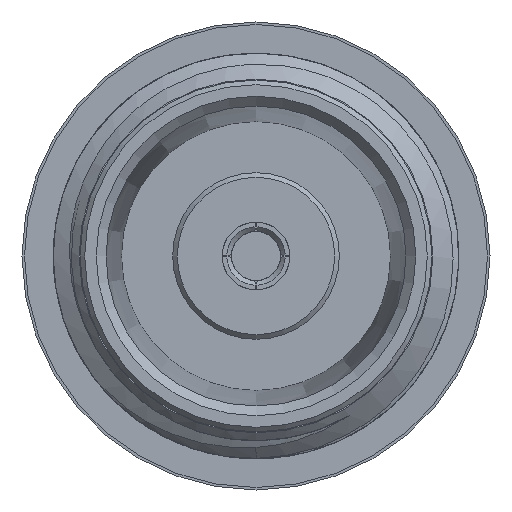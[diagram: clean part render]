
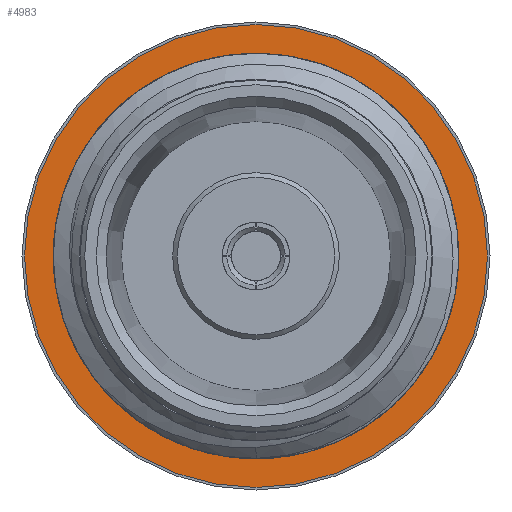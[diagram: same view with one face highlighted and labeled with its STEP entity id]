
A CAD part, left-side view. The second image highlights one B-rep face of the part: STEP entity #4983.
In plain terms, the highlighted planar face has unit normal (-1, 0, 0).
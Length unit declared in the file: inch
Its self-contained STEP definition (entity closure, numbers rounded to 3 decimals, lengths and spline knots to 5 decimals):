
#712 = FACE_OUTER_BOUND ( 'NONE', #16730, .T. ) ;
#2317 = CARTESIAN_POINT ( 'NONE',  ( 0.43, 0., 0. ) ) ;
#2400 = EDGE_LOOP ( 'NONE', ( #6726 ) ) ;
#2420 = CARTESIAN_POINT ( 'NONE',  ( 0.43, 0., 0.19 ) ) ;
#4271 = DIRECTION ( 'NONE',  ( -1., 0., 0. ) ) ;
#4983 = ADVANCED_FACE ( 'NONE', ( #19764, #712 ), #5613, .T. ) ;
#5021 = CARTESIAN_POINT ( 'NONE',  ( 0.43, 0., 0. ) ) ;
#5613 = PLANE ( 'NONE',  #15069 ) ;
#6726 = ORIENTED_EDGE ( 'NONE', *, *, #18690, .F. ) ;
#8574 = DIRECTION ( 'NONE',  ( -1., 0., 0. ) ) ;
#8697 = AXIS2_PLACEMENT_3D ( 'NONE', #5021, #8574, #15896 ) ;
#9176 = DIRECTION ( 'NONE',  ( 0., 0., 1. ) ) ;
#10459 = ORIENTED_EDGE ( 'NONE', *, *, #14246, .T. ) ;
#11100 = VERTEX_POINT ( 'NONE', #2420 ) ;
#11261 = DIRECTION ( 'NONE',  ( 0., 0., 1. ) ) ;
#12599 = DIRECTION ( 'NONE',  ( -1., 0., 0. ) ) ;
#12717 = CIRCLE ( 'NONE', #8697, 0.19 ) ;
#14246 = EDGE_CURVE ( 'NONE', #18164, #18164, #16311, .T. ) ;
#15069 = AXIS2_PLACEMENT_3D ( 'NONE', #2317, #12599, #9176 ) ;
#15896 = DIRECTION ( 'NONE',  ( 0., 0., 1. ) ) ;
#16234 = CARTESIAN_POINT ( 'NONE',  ( 0.43, 0., 0.25 ) ) ;
#16311 = CIRCLE ( 'NONE', #17041, 0.25 ) ;
#16730 = EDGE_LOOP ( 'NONE', ( #10459 ) ) ;
#17041 = AXIS2_PLACEMENT_3D ( 'NONE', #19919, #4271, #11261 ) ;
#18164 = VERTEX_POINT ( 'NONE', #16234 ) ;
#18690 = EDGE_CURVE ( 'NONE', #11100, #11100, #12717, .T. ) ;
#19764 = FACE_BOUND ( 'NONE', #2400, .T. ) ;
#19919 = CARTESIAN_POINT ( 'NONE',  ( 0.43, 0., 0. ) ) ;
